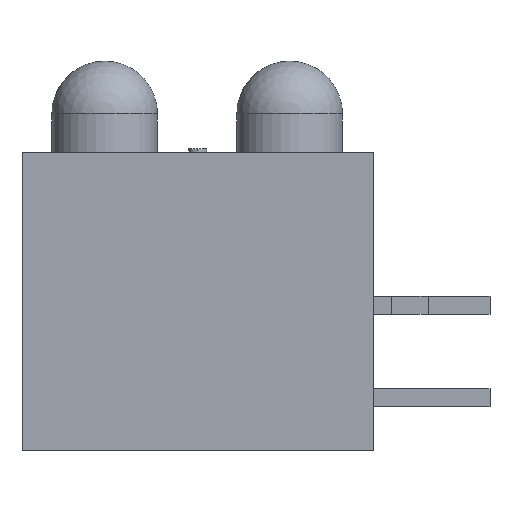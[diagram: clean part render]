
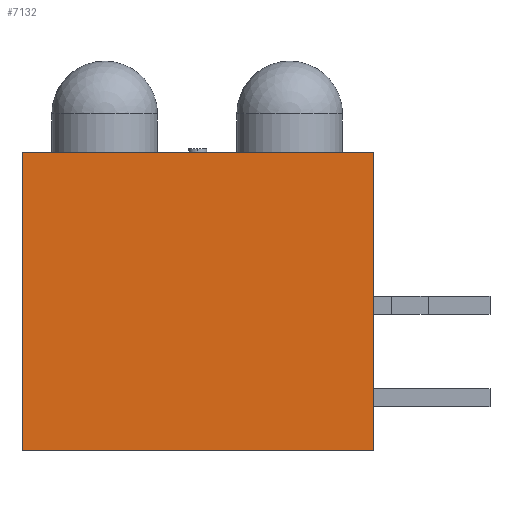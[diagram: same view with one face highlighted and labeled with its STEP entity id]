
A CAD part, left-side view. The second image highlights one B-rep face of the part: STEP entity #7132.
In plain terms, the highlighted planar face has unit normal (-1, 0, 0).
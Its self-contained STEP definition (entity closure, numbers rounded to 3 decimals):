
#2883 = ORIENTED_EDGE ( 'NONE', *, *, #6762, .F. ) ;
#4020 = ORIENTED_EDGE ( 'NONE', *, *, #10401, .T. ) ;
#5184 = CARTESIAN_POINT ( 'NONE',  ( -2.15, -4.825, -10.534 ) ) ;
#5438 = LINE ( 'NONE', #5184, #5629 ) ;
#5629 = VECTOR ( 'NONE', #5636, 1000. ) ;
#5636 = DIRECTION ( 'NONE',  ( 0., 0., -1. ) ) ;
#6054 = DIRECTION ( 'NONE',  ( 0., 0., -1. ) ) ;
#6057 = CARTESIAN_POINT ( 'NONE',  ( -2.15, 0.023, -10.534 ) ) ;
#6065 = DIRECTION ( 'NONE',  ( 1., 0., 0. ) ) ;
#6075 = PLANE ( 'NONE',  #6077 ) ;
#6076 = FACE_OUTER_BOUND ( 'NONE', #7130, .T. ) ;
#6077 = AXIS2_PLACEMENT_3D ( 'NONE', #6057, #6065, #6054 ) ;
#6510 = CARTESIAN_POINT ( 'NONE',  ( -2.15, -4.825, 4.1 ) ) ;
#6523 = CARTESIAN_POINT ( 'NONE',  ( -2.15, 4.825, -4.1 ) ) ;
#6538 = CARTESIAN_POINT ( 'NONE',  ( -2.15, -4.825, -4.1 ) ) ;
#6552 = CARTESIAN_POINT ( 'NONE',  ( -2.15, 4.825, 4.1 ) ) ;
#6553 = DIRECTION ( 'NONE',  ( 0., 0., -1. ) ) ;
#6554 = VECTOR ( 'NONE', #6553, 1000. ) ;
#6555 = CARTESIAN_POINT ( 'NONE',  ( -2.15, 4.825, -10.534 ) ) ;
#6558 = DIRECTION ( 'NONE',  ( 0., -1., 0. ) ) ;
#6559 = VECTOR ( 'NONE', #6558, 1000. ) ;
#6560 = CARTESIAN_POINT ( 'NONE',  ( -2.15, 0.023, -4.1 ) ) ;
#6561 = LINE ( 'NONE', #6560, #6559 ) ;
#6563 = LINE ( 'NONE', #6555, #6554 ) ;
#6631 = DIRECTION ( 'NONE',  ( 0., -1., 0. ) ) ;
#6635 = CARTESIAN_POINT ( 'NONE',  ( -2.15, 0.023, 4.1 ) ) ;
#6646 = VECTOR ( 'NONE', #6631, 1000. ) ;
#6650 = LINE ( 'NONE', #6635, #6646 ) ;
#6762 = EDGE_CURVE ( 'NONE', #9746, #10518, #5438, .T. ) ;
#7102 = ORIENTED_EDGE ( 'NONE', *, *, #10106, .T. ) ;
#7130 = EDGE_LOOP ( 'NONE', ( #2883, #7136, #4020, #7102 ) ) ;
#7132 = ADVANCED_FACE ( 'NONE', ( #6076 ), #6075, .F. ) ;
#7136 = ORIENTED_EDGE ( 'NONE', *, *, #11707, .F. ) ;
#9746 = VERTEX_POINT ( 'NONE', #6510 ) ;
#10106 = EDGE_CURVE ( 'NONE', #10476, #10518, #6561, .T. ) ;
#10401 = EDGE_CURVE ( 'NONE', #10470, #10476, #6563, .T. ) ;
#10470 = VERTEX_POINT ( 'NONE', #6552 ) ;
#10476 = VERTEX_POINT ( 'NONE', #6523 ) ;
#10518 = VERTEX_POINT ( 'NONE', #6538 ) ;
#11707 = EDGE_CURVE ( 'NONE', #10470, #9746, #6650, .T. ) ;
